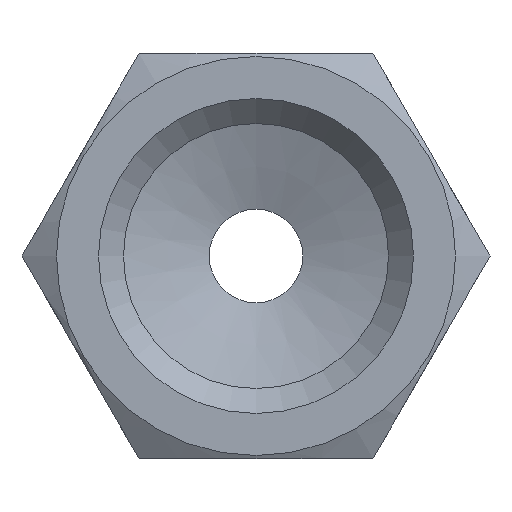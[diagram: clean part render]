
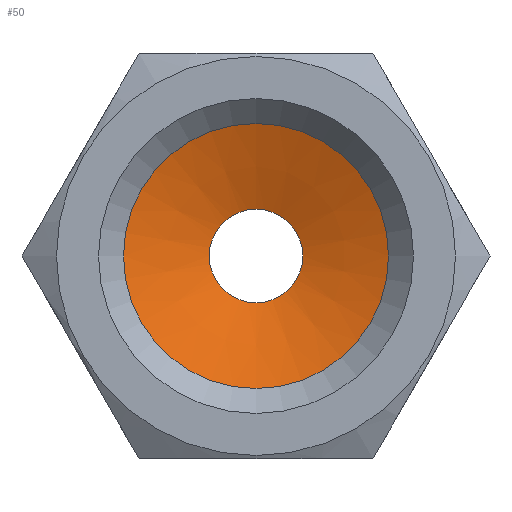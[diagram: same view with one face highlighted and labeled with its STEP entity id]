
A CAD part, front view. The second image highlights one B-rep face of the part: STEP entity #50.
In plain terms, the highlighted conical face has half-angle 70 degrees and reference radius 4.25 mm.
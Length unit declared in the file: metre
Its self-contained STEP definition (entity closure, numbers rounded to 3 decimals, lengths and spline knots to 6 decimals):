
#50 = ADVANCED_FACE( 'NONE', ( #119, #120 ), #121, .F. );
#119 = FACE_OUTER_BOUND( '', #224, .T. );
#120 = FACE_BOUND( '', #225, .T. );
#121 = CONICAL_SURFACE( '', #226, 0.00425, 1.222 );
#224 = EDGE_LOOP( '', ( #323 ) );
#225 = EDGE_LOOP( '', ( #324 ) );
#226 = AXIS2_PLACEMENT_3D( '', #325, #326, #327 );
#323 = ORIENTED_EDGE( '', *, *, #509, .T. );
#324 = ORIENTED_EDGE( '', *, *, #510, .F. );
#325 = CARTESIAN_POINT( '', ( 0., 0.009, 0. ) );
#326 = DIRECTION( '', ( 0., -1., 0. ) );
#327 = DIRECTION( '', ( 0., 0., -1. ) );
#509 = EDGE_CURVE( 'NONE', #576, #576, #577, .T. );
#510 = EDGE_CURVE( 'NONE', #578, #578, #579, .T. );
#576 = VERTEX_POINT( '', #678 );
#577 = CIRCLE( '', #679, 0.00425 );
#578 = VERTEX_POINT( '', #680 );
#579 = CIRCLE( '', #681, 0.0015 );
#678 = CARTESIAN_POINT( '', ( 0., 0.009, -0.00425 ) );
#679 = AXIS2_PLACEMENT_3D( '', #881, #882, #883 );
#680 = CARTESIAN_POINT( '', ( 0., 0.010001, -0.0015 ) );
#681 = AXIS2_PLACEMENT_3D( '', #884, #885, #886 );
#881 = CARTESIAN_POINT( '', ( 0., 0.009, 0. ) );
#882 = DIRECTION( '', ( 0., -1., 0. ) );
#883 = DIRECTION( '', ( 0., 0., -1. ) );
#884 = CARTESIAN_POINT( '', ( 0., 0.010001, 0. ) );
#885 = DIRECTION( '', ( 0., -1., 0. ) );
#886 = DIRECTION( '', ( 0., 0., -1. ) );
